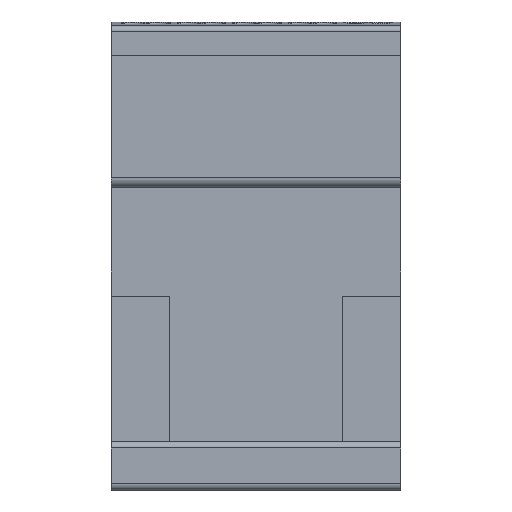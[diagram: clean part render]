
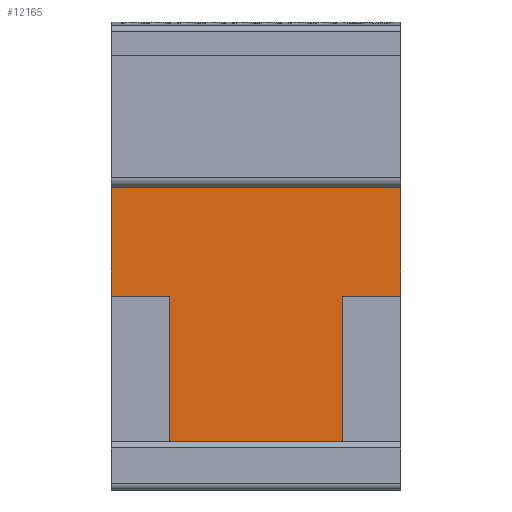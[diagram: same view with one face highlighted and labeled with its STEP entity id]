
A CAD part, front view. The second image highlights one B-rep face of the part: STEP entity #12165.
In plain terms, the highlighted face is planar.
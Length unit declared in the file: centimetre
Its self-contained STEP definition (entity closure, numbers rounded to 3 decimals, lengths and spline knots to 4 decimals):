
#2139 = VERTEX_POINT ( 'NONE', #7627 ) ;
#2141 = VERTEX_POINT ( 'NONE', #7626 ) ;
#2355 = EDGE_CURVE ( 'NONE', #2141, #2139, #8275, .T. ) ;
#7626 = CARTESIAN_POINT ( 'NONE',  ( -2.1262, -0.07, 0.9092 ) ) ;
#7627 = CARTESIAN_POINT ( 'NONE',  ( -2.1262, -0.07, 3.5708 ) ) ;
#8272 = DIRECTION ( 'NONE',  ( 0., 0., 1. ) ) ;
#8273 = VECTOR ( 'NONE', #8272, 100. ) ;
#8274 = CARTESIAN_POINT ( 'NONE',  ( -2.1262, -0.07, -9.4182 ) ) ;
#8275 = LINE ( 'NONE', #8274, #8273 ) ;
#12144 = ORIENTED_EDGE ( 'NONE', *, *, #12205, .F. ) ;
#12148 = ORIENTED_EDGE ( 'NONE', *, *, #2355, .T. ) ;
#12154 = EDGE_CURVE ( 'NONE', #2141, #12155, #14588, .T. ) ;
#12155 = VERTEX_POINT ( 'NONE', #14650 ) ;
#12156 = ORIENTED_EDGE ( 'NONE', *, *, #12154, .F. ) ;
#12157 = EDGE_LOOP ( 'NONE', ( #12156, #12148, #12144, #12210, #12197, #12193, #12190, #12177 ) ) ;
#12165 = ADVANCED_FACE ( 'NONE', ( #14643 ), #14627, .F. ) ;
#12177 = ORIENTED_EDGE ( 'NONE', *, *, #12232, .F. ) ;
#12190 = ORIENTED_EDGE ( 'NONE', *, *, #12192, .F. ) ;
#12191 = VERTEX_POINT ( 'NONE', #14667 ) ;
#12192 = EDGE_CURVE ( 'NONE', #12191, #12195, #14666, .T. ) ;
#12193 = ORIENTED_EDGE ( 'NONE', *, *, #12194, .F. ) ;
#12194 = EDGE_CURVE ( 'NONE', #12195, #12200, #14662, .T. ) ;
#12195 = VERTEX_POINT ( 'NONE', #14658 ) ;
#12197 = ORIENTED_EDGE ( 'NONE', *, *, #12198, .T. ) ;
#12198 = EDGE_CURVE ( 'NONE', #12203, #12200, #14657, .T. ) ;
#12200 = VERTEX_POINT ( 'NONE', #14720 ) ;
#12203 = VERTEX_POINT ( 'NONE', #14708 ) ;
#12204 = EDGE_CURVE ( 'NONE', #12203, #12207, #14707, .T. ) ;
#12205 = EDGE_CURVE ( 'NONE', #12207, #2139, #14703, .T. ) ;
#12207 = VERTEX_POINT ( 'NONE', #14693 ) ;
#12210 = ORIENTED_EDGE ( 'NONE', *, *, #12204, .F. ) ;
#12232 = EDGE_CURVE ( 'NONE', #12155, #12191, #14790, .T. ) ;
#14588 = LINE ( 'NONE', #14653, #14652 ) ;
#14624 = DIRECTION ( 'NONE',  ( 1., 0., 0. ) ) ;
#14625 = CARTESIAN_POINT ( 'NONE',  ( -2.1262, -0.07, -9.4182 ) ) ;
#14626 = AXIS2_PLACEMENT_3D ( 'NONE', #14625, #14624, #14686 ) ;
#14627 = PLANE ( 'NONE',  #14626 ) ;
#14643 = FACE_OUTER_BOUND ( 'NONE', #12157, .T. ) ;
#14650 = CARTESIAN_POINT ( 'NONE',  ( -2.1262, 2.18, 0.9092 ) ) ;
#14651 = DIRECTION ( 'NONE',  ( 0., 1., 0. ) ) ;
#14652 = VECTOR ( 'NONE', #14651, 100. ) ;
#14653 = CARTESIAN_POINT ( 'NONE',  ( -2.1262, -0.07, 0.9092 ) ) ;
#14654 = DIRECTION ( 'NONE',  ( 0., 1., 0. ) ) ;
#14655 = VECTOR ( 'NONE', #14654, 100. ) ;
#14656 = CARTESIAN_POINT ( 'NONE',  ( -2.1262, -0.07, 4.48 ) ) ;
#14657 = LINE ( 'NONE', #14656, #14655 ) ;
#14658 = CARTESIAN_POINT ( 'NONE',  ( -2.1262, 3.86, 0. ) ) ;
#14659 = DIRECTION ( 'NONE',  ( 0., 0., 1. ) ) ;
#14660 = VECTOR ( 'NONE', #14659, 100. ) ;
#14661 = CARTESIAN_POINT ( 'NONE',  ( -2.1262, 3.86, -9.4182 ) ) ;
#14662 = LINE ( 'NONE', #14661, #14660 ) ;
#14663 = DIRECTION ( 'NONE',  ( 0., 1., 0. ) ) ;
#14664 = VECTOR ( 'NONE', #14663, 100. ) ;
#14665 = CARTESIAN_POINT ( 'NONE',  ( -2.1262, -0.07, 0. ) ) ;
#14666 = LINE ( 'NONE', #14665, #14664 ) ;
#14667 = CARTESIAN_POINT ( 'NONE',  ( -2.1262, 2.18, 0. ) ) ;
#14686 = DIRECTION ( 'NONE',  ( 0., 1., 0. ) ) ;
#14693 = CARTESIAN_POINT ( 'NONE',  ( -2.1262, 2.18, 3.5708 ) ) ;
#14699 = DIRECTION ( 'NONE',  ( 0., -1., 0. ) ) ;
#14700 = VECTOR ( 'NONE', #14699, 100. ) ;
#14701 = CARTESIAN_POINT ( 'NONE',  ( -2.1262, -0.07, 3.5708 ) ) ;
#14703 = LINE ( 'NONE', #14701, #14700 ) ;
#14704 = DIRECTION ( 'NONE',  ( 0., 0., -1. ) ) ;
#14705 = VECTOR ( 'NONE', #14704, 100. ) ;
#14706 = CARTESIAN_POINT ( 'NONE',  ( -2.1262, 2.18, -9.4182 ) ) ;
#14707 = LINE ( 'NONE', #14706, #14705 ) ;
#14708 = CARTESIAN_POINT ( 'NONE',  ( -2.1262, 2.18, 4.48 ) ) ;
#14720 = CARTESIAN_POINT ( 'NONE',  ( -2.1262, 3.86, 4.48 ) ) ;
#14787 = DIRECTION ( 'NONE',  ( 0., 0., -1. ) ) ;
#14788 = VECTOR ( 'NONE', #14787, 100. ) ;
#14789 = CARTESIAN_POINT ( 'NONE',  ( -2.1262, 2.18, -9.4182 ) ) ;
#14790 = LINE ( 'NONE', #14789, #14788 ) ;
